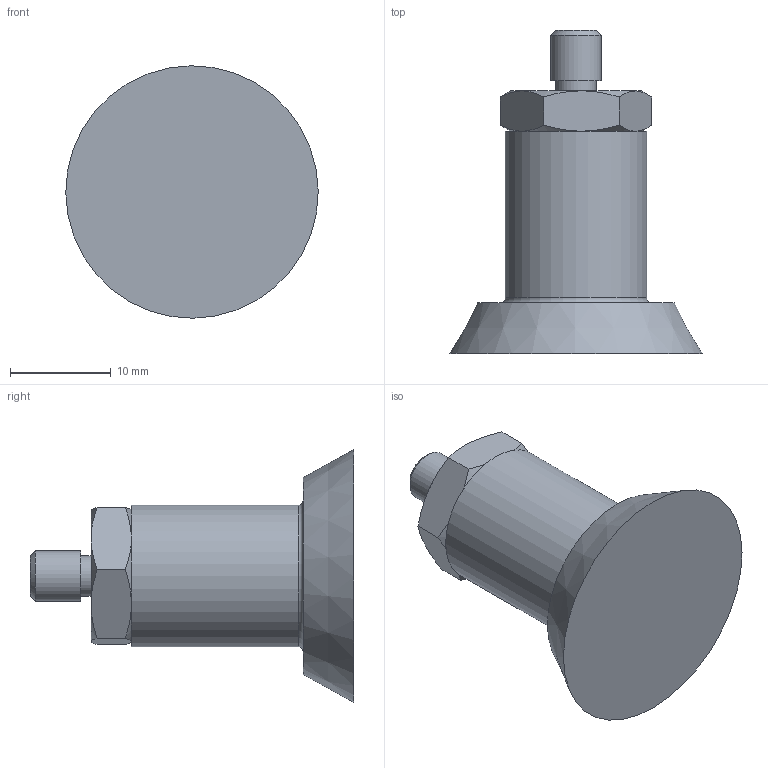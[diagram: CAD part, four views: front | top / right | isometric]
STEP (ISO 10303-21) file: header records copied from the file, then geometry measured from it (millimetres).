
FILE_DESCRIPTION(/* description */ (''),/* implementation_level */ '2;1');
FILE_NAME(/* name */ 'vo26sb_rac15rm5m.stp',/* time_stamp */ '2020-07-15T14:50:06+02:00',/* author */ ('enginyeria'),/* organization */ (''),/* preprocessor_version */ 'ST-DEVELOPER v17',/* originating_system */ 'Autodesk Inventor 2019',/* authorisation */ '');
FILE_SCHEMA (('CONFIG_CONTROL_DESIGN'));
Length unit declared in the file: millimetre
Products named in the file (1): Pieza73
Bounding box: 25 x 32 x 25 mm (x, y, z)
Volume: 5089.7 mm3; surface area: 2426.8 mm2
Topology: 1 solids, 1 shells, 35 faces, 80 edges, 53 vertices
Faces by surface type: cone 15, plane 14, cylinder 5, torus 1
Full cylindrical faces by diameter (mm): 2 x1, 4 x1, 5 x1, 6 x1, 14 x1
Entity records: 1072 total; most frequent: CARTESIAN_POINT 217, DIRECTION 170, ORIENTED_EDGE 160, EDGE_CURVE 80, AXIS2_PLACEMENT_3D 78, VERTEX_POINT 53, CIRCLE 42, EDGE_LOOP 41
